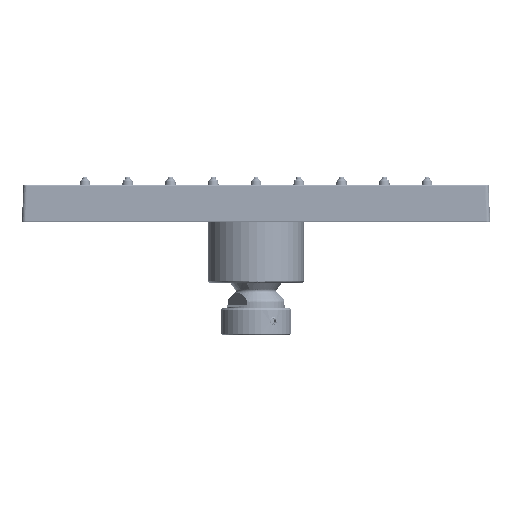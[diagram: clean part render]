
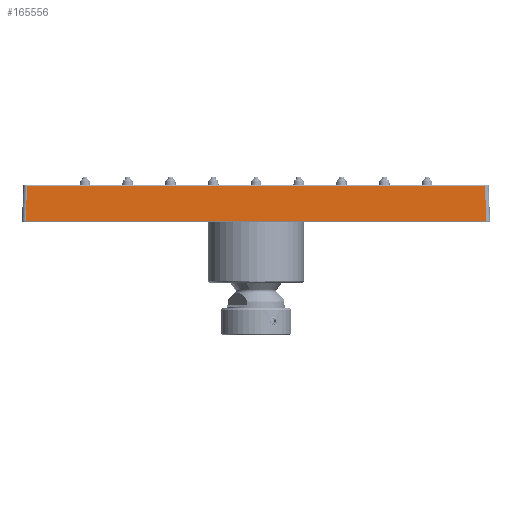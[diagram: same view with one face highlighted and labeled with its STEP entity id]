
A CAD part, front view. The second image highlights one B-rep face of the part: STEP entity #165556.
In plain terms, the highlighted face is planar.
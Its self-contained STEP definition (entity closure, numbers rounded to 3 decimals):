
#163956=CARTESIAN_POINT(' ',(-122.517,-91.018,0.483));
#163957=VERTEX_POINT(' ',#163956);
#164056=CARTESIAN_POINT(' ',(-122.517,-91.018,0.483));
#164061=DIRECTION(' ',(0.,1.,0.));
#164066=VECTOR(' ',#164061,1.);
#164071=LINE('',#164056,#164066);
#164076=CARTESIAN_POINT(' ',(-122.517,91.018,0.483));
#164077=VERTEX_POINT(' ',#164076);
#164081=EDGE_CURVE(' ',#163957,#164077,#164071,.T.);
#165381=CARTESIAN_POINT(' ',(-123.006,-91.507,14.483));
#165382=VERTEX_POINT(' ',#165381);
#165396=CARTESIAN_POINT(' ',(-122.517,-91.018,0.483));
#165401=DIRECTION(' ',(-0.035,-0.035,0.999));
#165406=VECTOR(' ',#165401,1.);
#165411=LINE('',#165396,#165406);
#165416=EDGE_CURVE(' ',#163957,#165382,#165411,.T.);
#165446=DIRECTION(' ',(-0.999,0.,-0.035));
#165451=CARTESIAN_POINT(' ',(-122.517,91.507,0.483));
#165456=DIRECTION(' ',(0.,-1.,0.));
#165461=AXIS2_PLACEMENT_3D(' ',#165451,#165446,#165456);
#165466=PLANE('',#165461);
#165471=ORIENTED_EDGE(' ',*,*,#165416,.T.);
#165476=CARTESIAN_POINT(' ',(-123.006,91.507,14.483));
#165481=DIRECTION(' ',(0.,-1.,0.));
#165486=VECTOR(' ',#165481,1.);
#165491=LINE('',#165476,#165486);
#165496=CARTESIAN_POINT(' ',(-123.006,91.507,14.483));
#165497=VERTEX_POINT(' ',#165496);
#165501=EDGE_CURVE(' ',#165497,#165382,#165491,.T.);
#165506=ORIENTED_EDGE(' ',*,*,#165501,.F.);
#165511=CARTESIAN_POINT(' ',(-122.517,91.018,0.483));
#165516=DIRECTION(' ',(-0.035,0.035,0.999));
#165521=VECTOR(' ',#165516,1.);
#165526=LINE('',#165511,#165521);
#165531=EDGE_CURVE(' ',#164077,#165497,#165526,.T.);
#165536=ORIENTED_EDGE(' ',*,*,#165531,.F.);
#165541=ORIENTED_EDGE(' ',*,*,#164081,.F.);
#165546=EDGE_LOOP(' ',(#165471,#165506,#165536,#165541));
#165551=FACE_OUTER_BOUND(' ',#165546,.T.);
#165556=ADVANCED_FACE('',(#165551),#165466,.T.);
